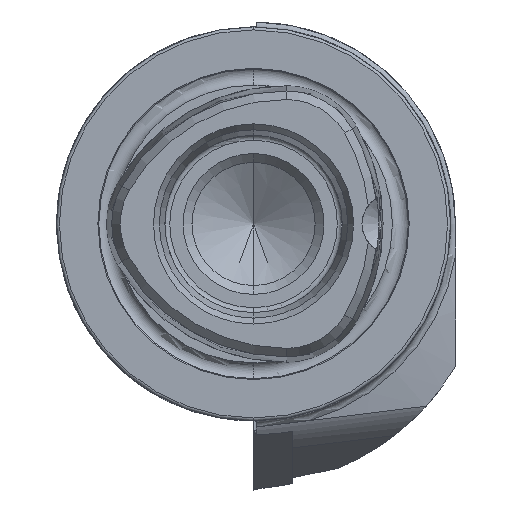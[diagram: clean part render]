
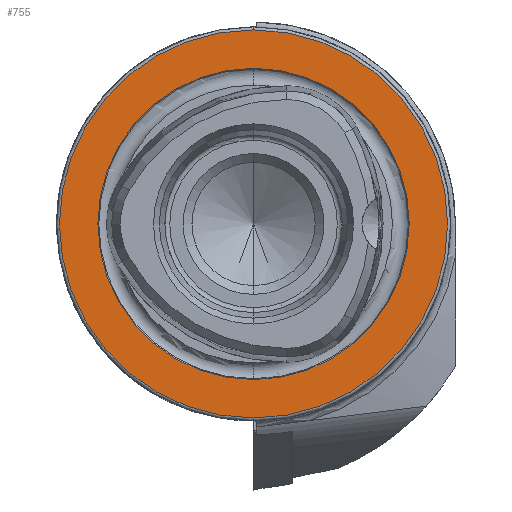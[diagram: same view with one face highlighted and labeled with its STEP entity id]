
A CAD part, left-side view. The second image highlights one B-rep face of the part: STEP entity #755.
In plain terms, the highlighted planar face has unit normal (-1, 0, 0).
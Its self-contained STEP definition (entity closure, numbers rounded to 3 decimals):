
#198 = CARTESIAN_POINT ( 'NONE',  ( 0., 0., 0. ) ) ;
#199 = DIRECTION ( 'NONE',  ( -1., 0., 0. ) ) ;
#200 = DIRECTION ( 'NONE',  ( 0., 0., 1. ) ) ;
#202 = CARTESIAN_POINT ( 'NONE',  ( 0., 0., 0. ) ) ;
#203 = DIRECTION ( 'NONE',  ( -1., 0., 0. ) ) ;
#204 = DIRECTION ( 'NONE',  ( 0., 0., 1. ) ) ;
#447 = CIRCLE ( 'NONE', #5931, 19.7 ) ;
#453 = CIRCLE ( 'NONE', #5934, 15.8 ) ;
#755 = ADVANCED_FACE ( 'NONE', ( #1821, #1816 ), #4090, .F. ) ;
#1816 = FACE_OUTER_BOUND ( 'NONE', #6616, .T. ) ;
#1821 = FACE_BOUND ( 'NONE', #9122, .T. ) ;
#2524 = ORIENTED_EDGE ( 'NONE', *, *, #4689, .T. ) ;
#2842 = CIRCLE ( 'NONE', #5138, 15.8 ) ;
#2843 = CIRCLE ( 'NONE', #5139, 19.7 ) ;
#3483 = CARTESIAN_POINT ( 'NONE',  ( 0., 0., 15.8 ) ) ;
#3484 = CARTESIAN_POINT ( 'NONE',  ( 0., 0., -15.8 ) ) ;
#3581 = CARTESIAN_POINT ( 'NONE',  ( 0., 0., -19.7 ) ) ;
#3585 = CARTESIAN_POINT ( 'NONE',  ( 0., 0., 19.7 ) ) ;
#4087 = DIRECTION ( 'NONE',  ( 0., 0., -1. ) ) ;
#4088 = DIRECTION ( 'NONE',  ( 1., 0., 0. ) ) ;
#4090 = PLANE ( 'NONE',  #7501 ) ;
#4097 = CARTESIAN_POINT ( 'NONE',  ( 0., 15.8, 0. ) ) ;
#4688 = EDGE_CURVE ( 'NONE', #9474, #9475, #2842, .T. ) ;
#4689 = EDGE_CURVE ( 'NONE', #9572, #9576, #2843, .T. ) ;
#4776 = EDGE_CURVE ( 'NONE', #9576, #9572, #447, .T. ) ;
#4780 = EDGE_CURVE ( 'NONE', #9475, #9474, #453, .T. ) ;
#5138 = AXIS2_PLACEMENT_3D ( 'NONE', #198, #199, #200 ) ;
#5139 = AXIS2_PLACEMENT_3D ( 'NONE', #202, #203, #204 ) ;
#5312 = ORIENTED_EDGE ( 'NONE', *, *, #4780, .F. ) ;
#5323 = ORIENTED_EDGE ( 'NONE', *, *, #4688, .F. ) ;
#5406 = ORIENTED_EDGE ( 'NONE', *, *, #4776, .T. ) ;
#5931 = AXIS2_PLACEMENT_3D ( 'NONE', #7016, #7017, #7018 ) ;
#5934 = AXIS2_PLACEMENT_3D ( 'NONE', #7030, #7031, #7032 ) ;
#6616 = EDGE_LOOP ( 'NONE', ( #5406, #2524 ) ) ;
#7016 = CARTESIAN_POINT ( 'NONE',  ( 0., 0., 0. ) ) ;
#7017 = DIRECTION ( 'NONE',  ( -1., 0., 0. ) ) ;
#7018 = DIRECTION ( 'NONE',  ( 0., 0., 1. ) ) ;
#7030 = CARTESIAN_POINT ( 'NONE',  ( 0., 0., 0. ) ) ;
#7031 = DIRECTION ( 'NONE',  ( -1., 0., 0. ) ) ;
#7032 = DIRECTION ( 'NONE',  ( 0., 0., 1. ) ) ;
#7501 = AXIS2_PLACEMENT_3D ( 'NONE', #4097, #4088, #4087 ) ;
#9122 = EDGE_LOOP ( 'NONE', ( #5323, #5312 ) ) ;
#9474 = VERTEX_POINT ( 'NONE', #3483 ) ;
#9475 = VERTEX_POINT ( 'NONE', #3484 ) ;
#9572 = VERTEX_POINT ( 'NONE', #3581 ) ;
#9576 = VERTEX_POINT ( 'NONE', #3585 ) ;
